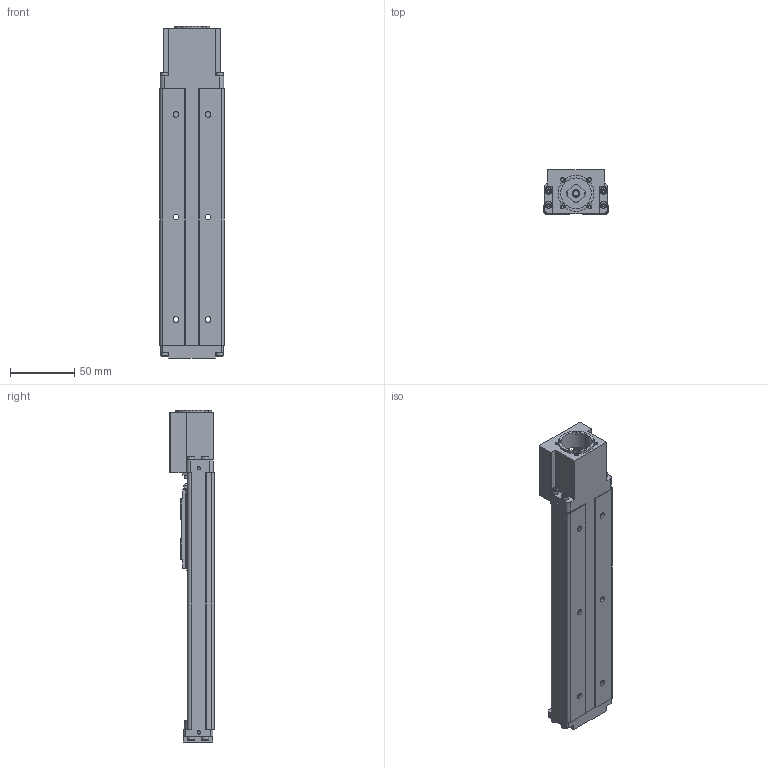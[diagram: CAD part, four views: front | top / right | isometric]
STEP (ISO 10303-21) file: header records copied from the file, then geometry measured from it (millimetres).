
FILE_DESCRIPTION(/* description */ ('STEP AP214'),/* implementation_level */ '2;1');
FILE_NAME(/* name */ '562769_EGSK-26-100-6P',/* time_stamp */ '2024-08-27T13:52:04+02:00',/* author */ ('License CC BY-ND 4.0'),/* organization */ ('CADENAS'),/* preprocessor_version */ 'ST-DEVELOPER v19.3',/* originating_system */ 'PARTsolutions',/* authorisation */ ' ');
FILE_SCHEMA (('AUTOMOTIVE_DESIGN {1 0 10303 214 3 1 1}'));
Length unit declared in the file: millimetre
Products named in the file (3): 562769 EGSK-26-100-6P---(0); 562751 EGSK-26-100_G; 562751 EGSK-26-1_SL
Assembly tree (2 placements, depth 2):
  562769 EGSK-26-100-6P---(0)
    562751 EGSK-26-100_G
    562751 EGSK-26-1_SL
Bounding box: 50 x 34.5 x 259 mm (x, y, z)
Volume: 195512.4 mm3; surface area: 69986.8 mm2
Topology: 2 solids, 2 shells, 574 faces, 1461 edges, 936 vertices
Faces by surface type: plane 380, cylinder 128, cone 63, torus 2, sphere 1
Full cylindrical faces by diameter (mm): 2.013 x2, 2.113 x4, 2.459 x8, 2.5 x1, 3 x2, 3.242 x4, 3.3 x2, 3.5 x1, 3.8 x4, 4.18 x4, 4.5 x9, 5 x4, 5.5 x8, 6 x1, 8 x8, 11 x1, 11.6 x1, 24 x1
Entity records: 19064 total; most frequent: CARTESIAN_POINT 3133, DIRECTION 2732, ORIENTED_EDGE 2594, EDGE_CURVE 1297, AXIS2_PLACEMENT_3D 945, VERTEX_POINT 911, LINE 842, VECTOR 842
